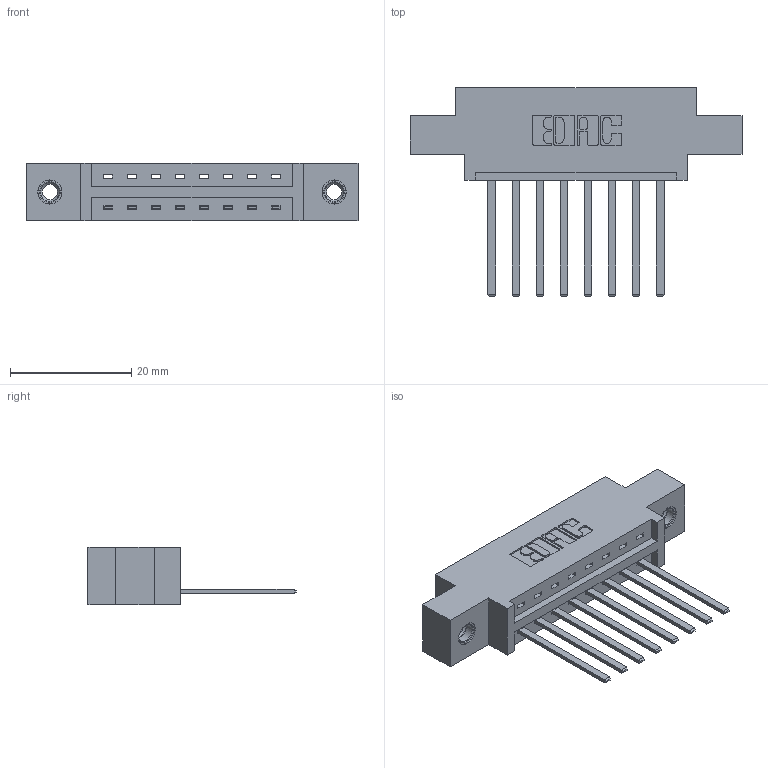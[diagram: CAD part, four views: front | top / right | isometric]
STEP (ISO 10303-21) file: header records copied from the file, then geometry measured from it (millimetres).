
FILE_DESCRIPTION (( 'STEP AP203' ), '1' );
FILE_NAME ('387-008-544-607.STEP', '2019-10-02T04:13:24', ( '' ), ( '' ), 'SwSTEP 2.0', 'SolidWorks 2016', '' );
FILE_SCHEMA (( 'CONFIG_CONTROL_DESIGN' ));
Length unit declared in the file: inch
Products named in the file (4): 337 Part_0.170 Offset - 0.156 Dia-TI; 345-250-001_345-250-005-103; 387-008-544-607; 345-292-001_345-293-144
Assembly tree (11 placements, depth 2):
  387-008-544-607
    337 Part_0.170 Offset - 0.156 Dia-TI
    345-292-001_345-293-144  x8
    345-250-001_345-250-005-103  x2
Bounding box: 54.71 x 34.3 x 9.4 mm (x, y, z)
Volume: 5222.5 mm3; surface area: 5650.2 mm2
Topology: 11 solids, 11 shells, 626 faces, 1819 edges, 1194 vertices
Faces by surface type: plane 442, cylinder 168, cone 12, torus 4
Entity records: 11478 total; most frequent: CARTESIAN_POINT 1977, ORIENTED_EDGE 1914, DIRECTION 1763, EDGE_CURVE 957, VECTOR 813, LINE 813, VERTEX_POINT 632, AXIS2_PLACEMENT_3D 475
